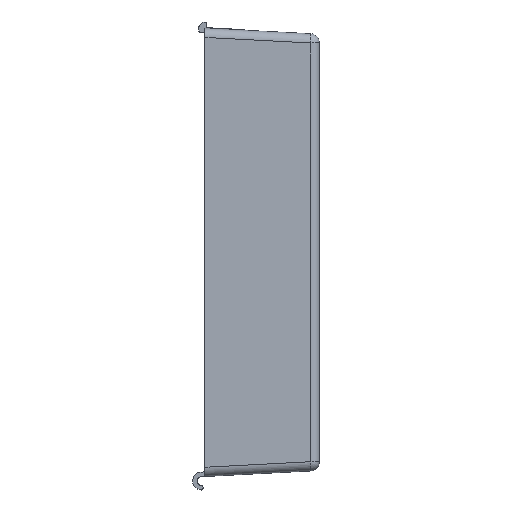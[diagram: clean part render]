
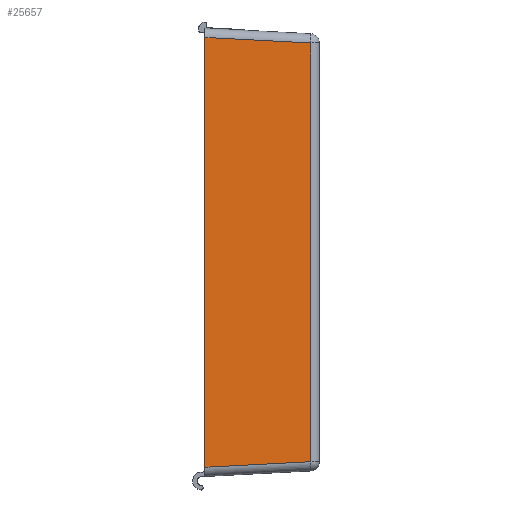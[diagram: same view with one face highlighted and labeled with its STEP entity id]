
A CAD part, left-side view. The second image highlights one B-rep face of the part: STEP entity #25657.
In plain terms, the highlighted planar face has unit normal (-0.999, -0.052, 0).
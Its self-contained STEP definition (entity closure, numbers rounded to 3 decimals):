
#6540=CARTESIAN_POINT('',(-24.7,37.,117.304));
#6551=DIRECTION('',(0.,0.,1.));
#6552=VECTOR('',#6551,139.008);
#6553=CARTESIAN_POINT('',(-24.7,37.,-21.704));
#6554=LINE('',#6553,#6552);
#10993=DIRECTION('',(0.052,-0.997,-0.052));
#10994=VECTOR('',#10993,34.251);
#10995=CARTESIAN_POINT('',(-24.7,37.,117.304));
#10996=LINE('',#10995,#10994);
#11000=DIRECTION('',(0.,0.,-1.));
#11001=VECTOR('',#11000,135.428);
#11002=CARTESIAN_POINT('',(-22.91,2.843,
115.514));
#11003=LINE('',#11002,#11001);
#11007=DIRECTION('',(-0.052,0.997,-0.052));
#11008=VECTOR('',#11007,34.251);
#11009=CARTESIAN_POINT('',(-22.91,2.843,
-19.914));
#11010=LINE('',#11009,#11008);
#12055=VERTEX_POINT('',#6540);
#12059=CARTESIAN_POINT('',(-22.91,2.843,
115.514));
#12060=VERTEX_POINT('',#12059);
#12067=CARTESIAN_POINT('',(-24.7,37.,-21.704));
#12068=VERTEX_POINT('',#12067);
#12182=CARTESIAN_POINT('',(-22.91,2.843,
-19.914));
#12183=VERTEX_POINT('',#12182);
#25645=CARTESIAN_POINT('',(-24.7,37.,-24.7));
#25646=DIRECTION('',(-0.999,-0.052,0.));
#25647=DIRECTION('',(0.,0.,1.));
#25648=AXIS2_PLACEMENT_3D('',#25645,#25646,#25647);
#25649=PLANE('',#25648);
#25651=ORIENTED_EDGE('',*,*,#25650,.T.);
#25652=ORIENTED_EDGE('',*,*,#19104,.T.);
#25653=ORIENTED_EDGE('',*,*,#25637,.T.);
#25654=ORIENTED_EDGE('',*,*,#19709,.T.);
#25655=EDGE_LOOP('',(#25651,#25652,#25653,#25654));
#25656=FACE_OUTER_BOUND('',#25655,.F.);
#19104=EDGE_CURVE('',#12060,#12183,#11003,.T.);
#19709=EDGE_CURVE('',#12068,#12055,#6554,.T.);
#25637=EDGE_CURVE('',#12183,#12068,#11010,.T.);
#25650=EDGE_CURVE('',#12055,#12060,#10996,.T.);
#25657=ADVANCED_FACE('',(#25656),#25649,.T.);
